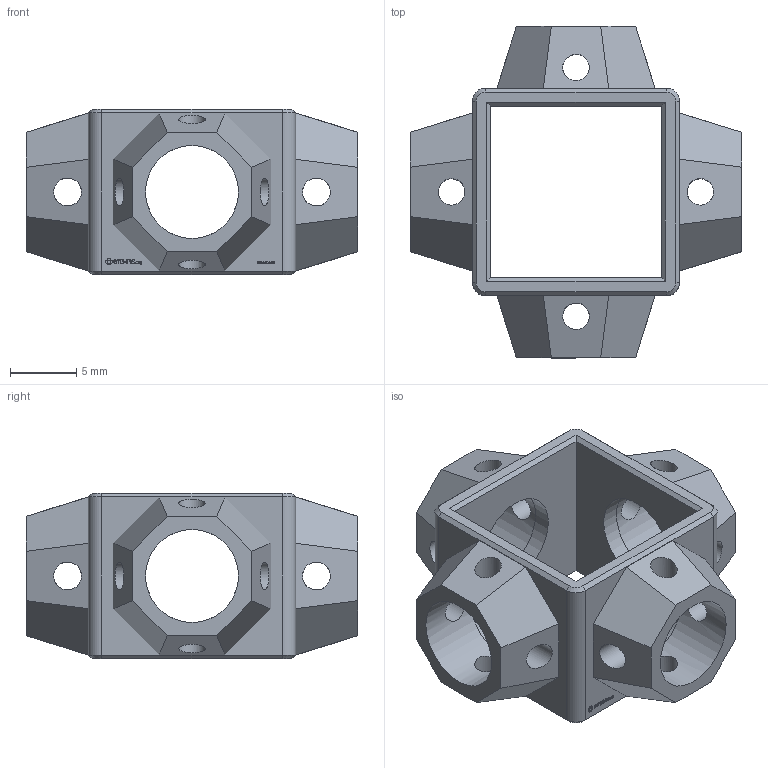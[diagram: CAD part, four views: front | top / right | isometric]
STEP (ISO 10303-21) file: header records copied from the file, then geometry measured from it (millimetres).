
FILE_DESCRIPTION(('FreeCAD Model'),'2;1');
FILE_NAME('Open CASCADE Shape Model','2021-05-22T09:18:30',( 'Paulo Kiefe'),('STEMFIE.org'),'Open CASCADE STEP processor 7.4', 'FreeCAD','Unknown');
FILE_SCHEMA(('AUTOMOTIVE_DESIGN { 1 0 10303 214 1 1 1 1 }'));
Products named in the file (1): Connector_THR-H_BEM_SFT_4W_BU01x01x01x00.50_-_SPN-CON-0005_
(stemfie.org)
Bounding box: 25 x 25 x 12.5 mm (x, y, z)
Volume: 1621.4 mm3; surface area: 2326 mm2
Topology: 1 solids, 1 shells, 579 faces, 1619 edges, 1074 vertices
Faces by surface type: plane 319, extrusion 192, bspline 32, cylinder 28, cone 8
Full cylindrical faces by diameter (mm): 1.995 x4, 2 x4, 2.1 x8, 7 x8
Entity records: 51200 total; most frequent: CARTESIAN_POINT 20825, DIRECTION 4601, VECTOR 3825, LINE 3633, ORIENTED_EDGE 3238, PCURVE 3238, DEFINITIONAL_REPRESENTATION 3238, EDGE_CURVE 1619
